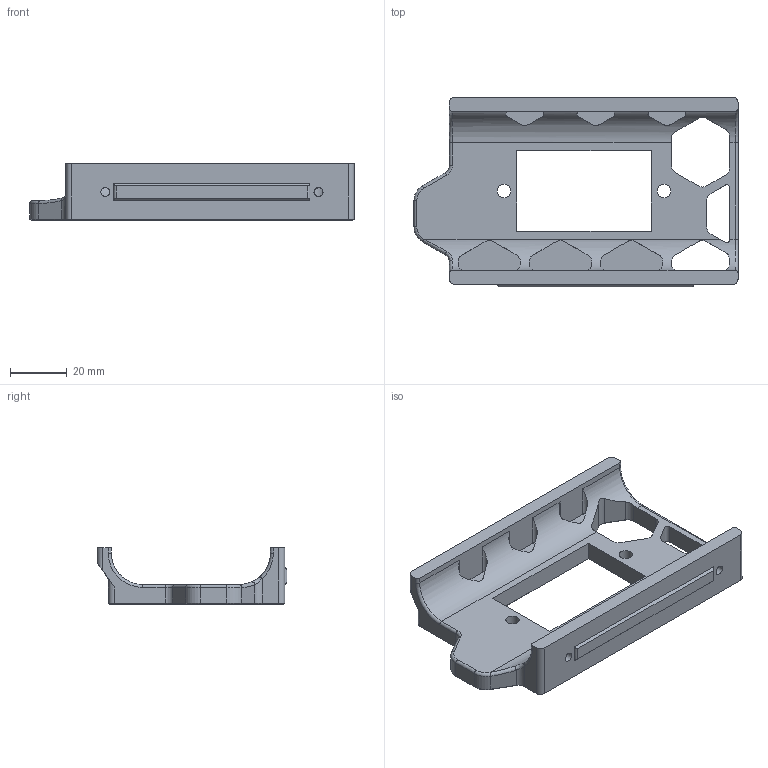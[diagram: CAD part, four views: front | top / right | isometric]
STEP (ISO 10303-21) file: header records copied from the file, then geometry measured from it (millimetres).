
FILE_DESCRIPTION(/* description */ (''),/* implementation_level */ '2;1');
FILE_NAME(/* name */ 'trident_schurter_power_inlet.step',/* time_stamp */ '2021-09-15T15:51:58-04:00',/* author */ (''),/* organization */ (''),/* preprocessor_version */ 'ST-DEVELOPER v18.1',/* originating_system */ 'Autodesk Translation Framework v10.10.0.1391',/* authorisation */ '');
FILE_SCHEMA (('AUTOMOTIVE_DESIGN { 1 0 10303 214 3 1 1 }'));
Length unit declared in the file: millimetre
Products named in the file (1): trident_schurter_power_inlet
Bounding box: 114 x 66.8 x 20 mm (x, y, z)
Volume: 43466.8 mm3; surface area: 20558 mm2
Topology: 1 solids, 1 shells, 192 faces, 501 edges, 312 vertices
Faces by surface type: plane 91, cylinder 69, cone 23, torus 7, bspline 2
Full cylindrical faces by diameter (mm): 3.2 x2, 4.7 x3, 6 x2
Entity records: 6197 total; most frequent: CARTESIAN_POINT 1364, DIRECTION 1014, ORIENTED_EDGE 1002, EDGE_CURVE 501, AXIS2_PLACEMENT_3D 357, VERTEX_POINT 312, LINE 300, VECTOR 300
